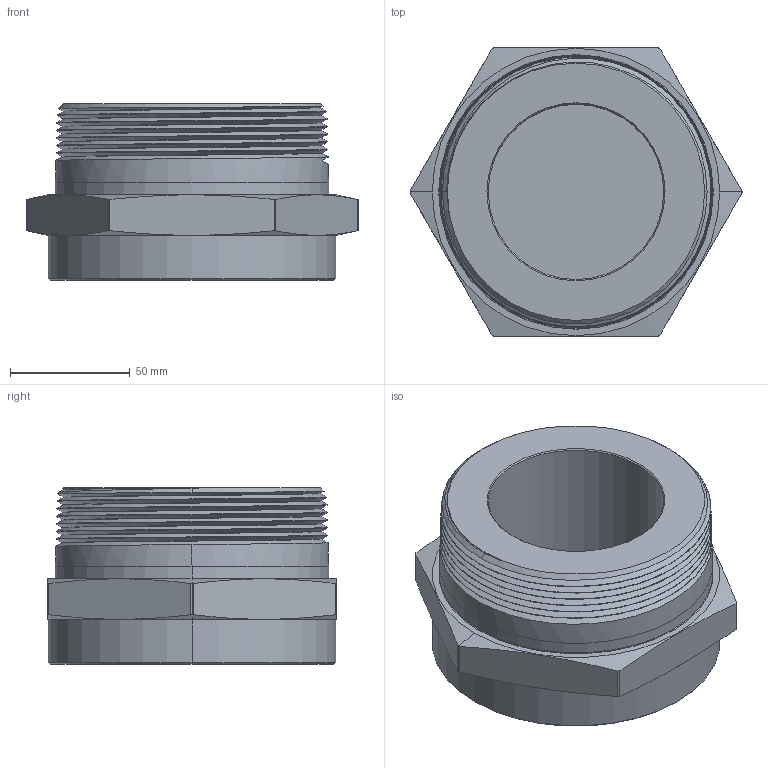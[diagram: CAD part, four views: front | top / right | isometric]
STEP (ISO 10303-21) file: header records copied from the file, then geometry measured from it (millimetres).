
FILE_DESCRIPTION (( 'STEP AP214' ), '1' );
FILE_NAME ('101055.step', '2013-08-26T18:14:38', ( '' ), ( '' ), 'SwSTEP 2.0', 'SolidWorks 2012', '' );
FILE_SCHEMA (( 'AUTOMOTIVE_DESIGN' ));
Length unit declared in the file: inch
Products named in the file (3): 402055; 403055; 101055
Assembly tree (2 placements, depth 2):
  101055
    403055
    402055
Bounding box: 138.81 x 120.65 x 73.91 mm (x, y, z)
Volume: 520774 mm3; surface area: 78523.7 mm2
Topology: 2 solids, 2 shells, 73 faces, 175 edges, 108 vertices
Faces by surface type: cone 30, cylinder 17, plane 15, torus 8, bspline 3
Entity records: 8388 total; most frequent: CARTESIAN_POINT 6630, ORIENTED_EDGE 350, DIRECTION 338, EDGE_CURVE 175, AXIS2_PLACEMENT_3D 140, VERTEX_POINT 108, EDGE_LOOP 77, ADVANCED_FACE 73
